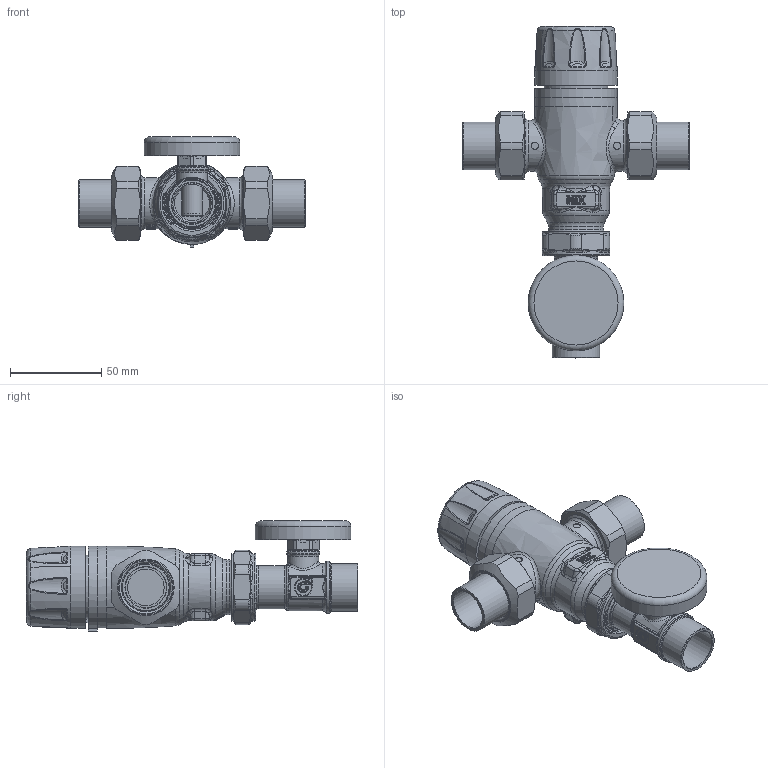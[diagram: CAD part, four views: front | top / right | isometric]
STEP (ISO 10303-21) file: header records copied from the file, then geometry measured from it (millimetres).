
FILE_DESCRIPTION(/* description */ (''),/* implementation_level */ '2;1');
FILE_NAME(/* name */ '521519A.stp',/* time_stamp */ '2025-06-12T15:24:09-05:00',/* author */ ('ischreiner'),/* organization */ (''),/* preprocessor_version */ 'ST-DEVELOPER v20',/* originating_system */ 'Autodesk Inventor 2024',/* authorisation */ '');
FILE_SCHEMA (('AUTOMOTIVE_DESIGN { 1 0 10303 214 3 1 1 }'));
Products named in the file (9): 521519A; 521101A; NA10003; F61008 - 1 inch union nut; F0002468 probe asm 0.75 inch; NA10055; F0002386 drywell tin plated; NA11031 Temp Gauge; F0000698 1 inch slip nut
Assembly tree (10 placements, depth 3):
  521519A
    521101A
    NA10003  x2
    F61008 - 1 inch union nut  x2
    F0002468 probe asm 0.75 inch
      NA10055
      F0002386 drywell tin plated
    NA11031 Temp Gauge
    F0000698 1 inch slip nut
Bounding box: 124 x 181.55 x 60.38 mm (x, y, z)
Volume: 252441.7 mm3; surface area: 64559.3 mm2
Topology: 9 solids, 9 shells, 1725 faces, 3991 edges, 2172 vertices
Faces by surface type: bspline 639, cylinder 527, plane 271, sphere 106, cone 99, torus 83
Full cylindrical faces by diameter (mm): 2 x1, 4 x2, 8 x1, 9 x1, 9.017 x1, 10.008 x1, 11.176 x1, 11.227 x1, 11.43 x1, 11.5 x1, 12.954 x1, 13.5 x1, 13.6 x1, 15.24 x1, 15.875 x1, 17 x1, 18 x1, 19 x1, 20.015 x2, 21 x1, 22.35 x1, 22.352 x2, 23.5 x1, 24 x1, 25.984 x2, 26 x1, 26.924 x2, 27.7 x1, 28 x2, 28.5 x1
Entity records: 104362 total; most frequent: CARTESIAN_POINT 68284, ORIENTED_EDGE 7508, DIRECTION 6808, EDGE_CURVE 3754, AXIS2_PLACEMENT_3D 2859, VERTEX_POINT 2121, EDGE_LOOP 1747, FACE_OUTER_BOUND 1692
